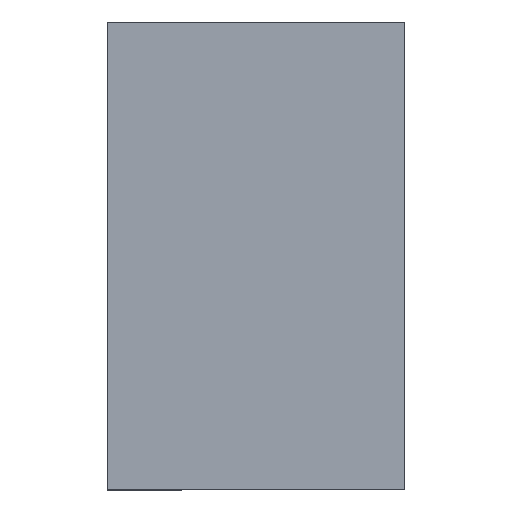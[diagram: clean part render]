
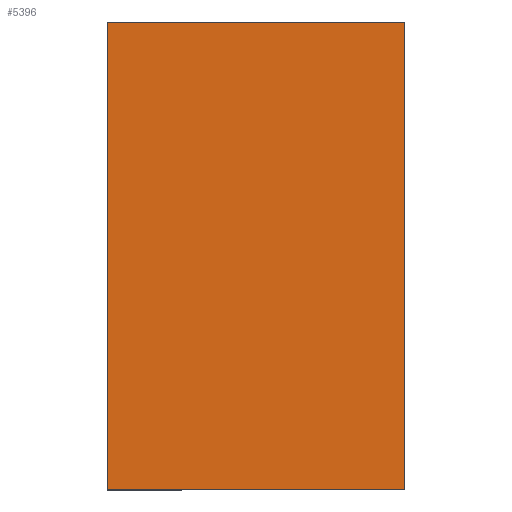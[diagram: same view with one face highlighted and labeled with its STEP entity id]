
A CAD part, top view. The second image highlights one B-rep face of the part: STEP entity #5396.
In plain terms, the highlighted planar face has unit normal (0, 0, 1).
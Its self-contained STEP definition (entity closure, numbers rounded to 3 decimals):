
#150=FACE_OUTER_BOUND('',#516,.T.);
#516=EDGE_LOOP('',(#3581,#3582,#3583,#3584));
#878=LINE('',#7693,#1610);
#881=LINE('',#7699,#1613);
#884=LINE('',#7705,#1616);
#887=LINE('',#7710,#1619);
#1610=VECTOR('',#6219,1.);
#1613=VECTOR('',#6224,1.);
#1616=VECTOR('',#6229,1.);
#1619=VECTOR('',#6234,1.);
#2342=VERTEX_POINT('',#7690);
#2343=VERTEX_POINT('',#7692);
#2345=VERTEX_POINT('',#7698);
#2347=VERTEX_POINT('',#7704);
#2830=EDGE_CURVE('',#2342,#2343,#878,.T.);
#2833=EDGE_CURVE('',#2343,#2345,#881,.T.);
#2836=EDGE_CURVE('',#2345,#2347,#884,.T.);
#2839=EDGE_CURVE('',#2347,#2342,#887,.T.);
#3581=ORIENTED_EDGE('',*,*,#2839,.F.);
#3582=ORIENTED_EDGE('',*,*,#2836,.F.);
#3583=ORIENTED_EDGE('',*,*,#2833,.F.);
#3584=ORIENTED_EDGE('',*,*,#2830,.F.);
#5030=PLANE('',#5848);
#5396=ADVANCED_FACE('',(#150),#5030,.F.);
#5848=AXIS2_PLACEMENT_3D('',#7713,#6238,#6239);
#6219=DIRECTION('',(1.,0.,0.));
#6224=DIRECTION('',(0.,-1.,0.));
#6229=DIRECTION('',(-1.,0.,0.));
#6234=DIRECTION('',(0.,1.,0.));
#6238=DIRECTION('center_axis',(0.,0.,-1.));
#6239=DIRECTION('ref_axis',(-1.,0.,0.));
#7690=CARTESIAN_POINT('',(-5.5,3.5,0.8));
#7692=CARTESIAN_POINT('',(5.5,3.5,0.8));
#7693=CARTESIAN_POINT('',(-5.5,3.5,0.8));
#7698=CARTESIAN_POINT('',(5.5,-3.5,0.8));
#7699=CARTESIAN_POINT('',(5.5,3.5,0.8));
#7704=CARTESIAN_POINT('',(-5.5,-3.5,0.8));
#7705=CARTESIAN_POINT('',(5.5,-3.5,0.8));
#7710=CARTESIAN_POINT('',(-5.5,-3.5,0.8));
#7713=CARTESIAN_POINT('Origin',(0.,0.,0.8));
